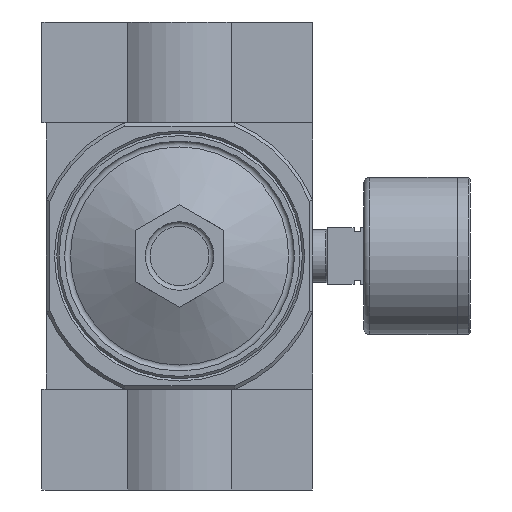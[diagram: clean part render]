
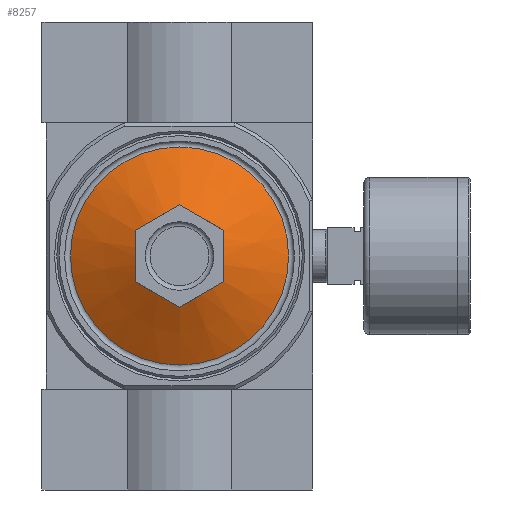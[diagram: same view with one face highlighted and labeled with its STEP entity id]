
A CAD part, front view. The second image highlights one B-rep face of the part: STEP entity #8257.
In plain terms, the highlighted conical face has half-angle 62 degrees and reference radius 27.03 mm.
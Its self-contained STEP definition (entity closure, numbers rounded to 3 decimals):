
#81=CONICAL_SURFACE('',#8869,27.031,1.082);
#339=B_SPLINE_CURVE_WITH_KNOTS('',3,(#12731,#12732,#12733,#12734,#12735,
#12736),.UNSPECIFIED.,.F.,.F.,(4,1,1,4),(0.,0.006,
0.01,0.013),.UNSPECIFIED.);
#340=B_SPLINE_CURVE_WITH_KNOTS('',3,(#12739,#12740,#12741,#12742,#12743,
#12744),.UNSPECIFIED.,.F.,.F.,(4,1,1,4),(0.,0.006,
0.01,0.013),.UNSPECIFIED.);
#341=B_SPLINE_CURVE_WITH_KNOTS('',3,(#12746,#12747,#12748,#12749,#12750,
#12751),.UNSPECIFIED.,.F.,.F.,(4,1,1,4),(0.016,0.023,
0.026,0.029),.UNSPECIFIED.);
#342=B_SPLINE_CURVE_WITH_KNOTS('',3,(#12753,#12754,#12755,#12756,#12757,
#12758),.UNSPECIFIED.,.F.,.F.,(4,1,1,4),(0.,0.006,
0.01,0.013),.UNSPECIFIED.);
#343=B_SPLINE_CURVE_WITH_KNOTS('',3,(#12760,#12761,#12762,#12763,#12764,
#12765),.UNSPECIFIED.,.F.,.F.,(4,1,1,4),(0.,0.006,
0.01,0.013),.UNSPECIFIED.);
#344=B_SPLINE_CURVE_WITH_KNOTS('',3,(#12767,#12768,#12769,#12770,#12771,
#12772),.UNSPECIFIED.,.F.,.F.,(4,1,1,4),(0.016,0.023,
0.026,0.029),.UNSPECIFIED.);
#1896=ORIENTED_EDGE('',*,*,#3574,.F.);
#1897=ORIENTED_EDGE('',*,*,#3575,.F.);
#1898=ORIENTED_EDGE('',*,*,#3576,.F.);
#1899=ORIENTED_EDGE('',*,*,#3577,.F.);
#1900=ORIENTED_EDGE('',*,*,#3578,.F.);
#1901=ORIENTED_EDGE('',*,*,#3579,.F.);
#1902=ORIENTED_EDGE('',*,*,#3580,.T.);
#3574=EDGE_CURVE('',#4389,#4390,#339,.T.);
#3575=EDGE_CURVE('',#4391,#4389,#340,.T.);
#3576=EDGE_CURVE('',#4392,#4391,#341,.T.);
#3577=EDGE_CURVE('',#4393,#4392,#342,.T.);
#3578=EDGE_CURVE('',#4394,#4393,#343,.T.);
#3579=EDGE_CURVE('',#4390,#4394,#344,.T.);
#3580=EDGE_CURVE('',#4395,#4395,#4937,.T.);
#4389=VERTEX_POINT('',#12737);
#4390=VERTEX_POINT('',#12738);
#4391=VERTEX_POINT('',#12745);
#4392=VERTEX_POINT('',#12752);
#4393=VERTEX_POINT('',#12759);
#4394=VERTEX_POINT('',#12766);
#4395=VERTEX_POINT('',#12774);
#4937=CIRCLE('',#8870,27.031);
#5291=EDGE_LOOP('',(#1896,#1897,#1898,#1899,#1900,#1901));
#5292=EDGE_LOOP('',(#1902));
#5881=FACE_BOUND('',#5291,.T.);
#5882=FACE_BOUND('',#5292,.T.);
#8257=ADVANCED_FACE('',(#5881,#5882),#81,.T.);
#8869=AXIS2_PLACEMENT_3D('',#12730,#10058,#10059);
#8870=AXIS2_PLACEMENT_3D('',#12773,#10060,#10061);
#10058=DIRECTION('',(0.,1.,0.));
#10059=DIRECTION('',(0.,0.,1.));
#10060=DIRECTION('',(0.,-1.,0.));
#10061=DIRECTION('',(0.,0.,-1.));
#12730=CARTESIAN_POINT('',(0.,-28.876,0.));
#12731=CARTESIAN_POINT('',(12.702,-36.495,0.));
#12732=CARTESIAN_POINT('',(11.662,-37.048,1.802));
#12733=CARTESIAN_POINT('',(10.073,-37.574,4.554));
#12734=CARTESIAN_POINT('',(7.917,-37.228,8.287));
#12735=CARTESIAN_POINT('',(6.871,-36.772,10.098));
#12736=CARTESIAN_POINT('',(6.351,-36.495,11.));
#12737=CARTESIAN_POINT('',(12.702,-36.495,0.));
#12738=CARTESIAN_POINT('',(6.351,-36.495,11.));
#12739=CARTESIAN_POINT('',(6.351,-36.495,-11.));
#12740=CARTESIAN_POINT('',(7.391,-37.048,-9.198));
#12741=CARTESIAN_POINT('',(8.98,-37.574,-6.446));
#12742=CARTESIAN_POINT('',(11.135,-37.228,-2.713));
#12743=CARTESIAN_POINT('',(12.181,-36.772,-0.902));
#12744=CARTESIAN_POINT('',(12.702,-36.495,0.));
#12745=CARTESIAN_POINT('',(6.351,-36.495,-11.));
#12746=CARTESIAN_POINT('',(-6.351,-36.495,-11.));
#12747=CARTESIAN_POINT('',(-4.278,-37.046,-11.));
#12748=CARTESIAN_POINT('',(-1.115,-37.574,-11.));
#12749=CARTESIAN_POINT('',(3.23,-37.227,-11.));
#12750=CARTESIAN_POINT('',(5.315,-36.771,-11.));
#12751=CARTESIAN_POINT('',(6.351,-36.495,-11.));
#12752=CARTESIAN_POINT('',(-6.351,-36.495,-11.));
#12753=CARTESIAN_POINT('',(-12.702,-36.495,0.));
#12754=CARTESIAN_POINT('',(-11.662,-37.048,-1.802));
#12755=CARTESIAN_POINT('',(-10.073,-37.574,-4.554));
#12756=CARTESIAN_POINT('',(-7.917,-37.228,-8.287));
#12757=CARTESIAN_POINT('',(-6.871,-36.772,-10.098));
#12758=CARTESIAN_POINT('',(-6.351,-36.495,-11.));
#12759=CARTESIAN_POINT('',(-12.702,-36.495,0.));
#12760=CARTESIAN_POINT('',(-6.351,-36.495,11.));
#12761=CARTESIAN_POINT('',(-7.391,-37.048,9.198));
#12762=CARTESIAN_POINT('',(-8.98,-37.574,6.446));
#12763=CARTESIAN_POINT('',(-11.135,-37.228,2.713));
#12764=CARTESIAN_POINT('',(-12.181,-36.772,0.902));
#12765=CARTESIAN_POINT('',(-12.702,-36.495,0.));
#12766=CARTESIAN_POINT('',(-6.351,-36.495,11.));
#12767=CARTESIAN_POINT('',(6.351,-36.495,11.));
#12768=CARTESIAN_POINT('',(4.278,-37.046,11.));
#12769=CARTESIAN_POINT('',(1.115,-37.574,11.));
#12770=CARTESIAN_POINT('',(-3.23,-37.227,11.));
#12771=CARTESIAN_POINT('',(-5.315,-36.771,11.));
#12772=CARTESIAN_POINT('',(-6.351,-36.495,11.));
#12773=CARTESIAN_POINT('',(0.,-28.876,0.));
#12774=CARTESIAN_POINT('',(0.,-28.876,-27.031));
